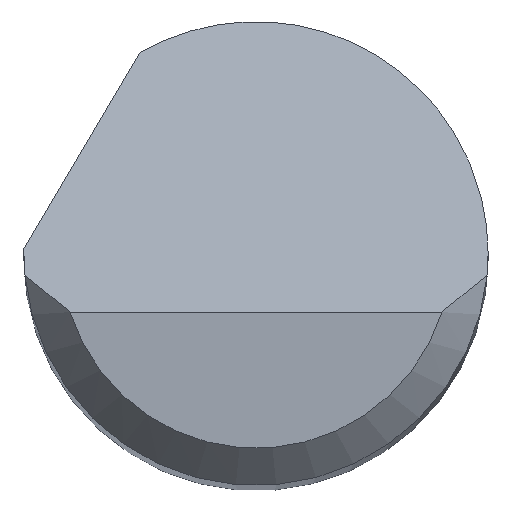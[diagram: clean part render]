
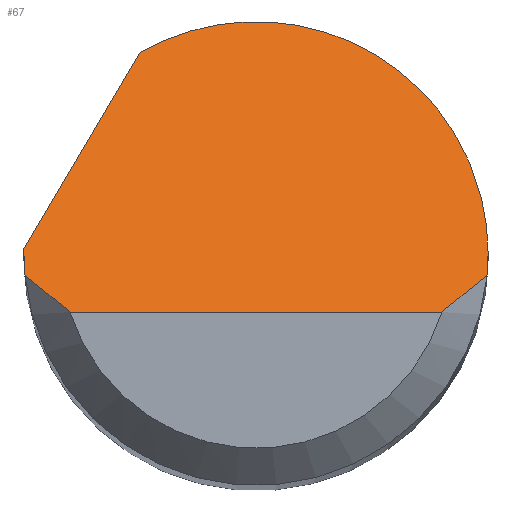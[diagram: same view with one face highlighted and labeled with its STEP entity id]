
A CAD part, top view. The second image highlights one B-rep face of the part: STEP entity #67.
In plain terms, the highlighted planar face has unit normal (0, 0.707, 0.707).
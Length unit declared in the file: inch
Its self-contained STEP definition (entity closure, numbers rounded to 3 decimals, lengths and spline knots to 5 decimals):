
#4 = CARTESIAN_POINT ( 'NONE',  ( -0.09361, -0.00584, 1.48209 ) ) ;
#10 = CARTESIAN_POINT ( 'NONE',  ( -0.07508, -0.02375, 1.5 ) ) ;
#28 =( BOUNDED_CURVE ( )  B_SPLINE_CURVE ( 3, ( #562, #4, #491, #622 ),
 .UNSPECIFIED., .F., .F. ) 
 B_SPLINE_CURVE_WITH_KNOTS ( ( 4, 4 ),
 ( 4.61892, 4.71239 ),
 .UNSPECIFIED. ) 
 CURVE ( )  GEOMETRIC_REPRESENTATION_ITEM ( )  RATIONAL_B_SPLINE_CURVE ( ( 1., 0.999, 0.999, 1. ) ) 
 REPRESENTATION_ITEM ( '' )  );
#58 = B_SPLINE_CURVE_WITH_KNOTS ( 'NONE', 3,
 ( #409, #586, #657, #267 ),
 .UNSPECIFIED., .F., .F.,
 ( 4, 4 ),
 ( 0., 0.00071 ),
 .UNSPECIFIED. ) ;
#61 = VERTEX_POINT ( 'NONE', #645 ) ;
#67 = ADVANCED_FACE ( 'NONE', ( #583 ), #774, .F. ) ;
#72 = CARTESIAN_POINT ( 'NONE',  ( -0.09334, -0.00875, 1.485 ) ) ;
#90 = DIRECTION ( 'NONE',  ( 0.385, 0.653, -0.653 ) ) ;
#94 = DIRECTION ( 'NONE',  ( 0., -0.707, -0.707 ) ) ;
#100 = DIRECTION ( 'NONE',  ( 1., 0., 0. ) ) ;
#116 = CARTESIAN_POINT ( 'NONE',  ( -0.09373, 0.002, 1.47425 ) ) ;
#120 = CARTESIAN_POINT ( 'NONE',  ( 0.09361, -0.00584, 1.48209 ) ) ;
#132 = CARTESIAN_POINT ( 'NONE',  ( -0.09375, 0., 1.47625 ) ) ;
#144 = ORIENTED_EDGE ( 'NONE', *, *, #296, .F. ) ;
#150 = CARTESIAN_POINT ( 'NONE',  ( 0., -0.02375, 1.5 ) ) ;
#177 = VERTEX_POINT ( 'NONE', #10 ) ;
#184 = EDGE_CURVE ( 'NONE', #638, #177, #374, .T. ) ;
#189 = ORIENTED_EDGE ( 'NONE', *, *, #468, .T. ) ;
#196 = ORIENTED_EDGE ( 'NONE', *, *, #208, .F. ) ;
#203 = LINE ( 'NONE', #569, #270 ) ;
#205 = CARTESIAN_POINT ( 'NONE',  ( 0.09334, -0.00875, 1.485 ) ) ;
#208 = EDGE_CURVE ( 'NONE', #638, #555, #28, .T. ) ;
#211 =( BOUNDED_CURVE ( )  B_SPLINE_CURVE ( 3, ( #132, #372, #669, #116 ),
 .UNSPECIFIED., .F., .T. ) 
 B_SPLINE_CURVE_WITH_KNOTS ( ( 4, 4 ),
 ( 4.71239, 4.73372 ),
 .UNSPECIFIED. ) 
 CURVE ( )  GEOMETRIC_REPRESENTATION_ITEM ( )  RATIONAL_B_SPLINE_CURVE ( ( 1., 1., 1., 1. ) ) 
 REPRESENTATION_ITEM ( '' )  );
#219 = CARTESIAN_POINT ( 'NONE',  ( 0.07508, -0.02375, 1.5 ) ) ;
#242 = AXIS2_PLACEMENT_3D ( 'NONE', #474, #94, #417 ) ;
#245 = CARTESIAN_POINT ( 'NONE',  ( -0.08157, -0.019, 1.49525 ) ) ;
#260 =( BOUNDED_CURVE ( )  B_SPLINE_CURVE ( 3, ( #550, #786, #120, #556 ),
 .UNSPECIFIED., .F., .T. ) 
 B_SPLINE_CURVE_WITH_KNOTS ( ( 4, 4 ),
 ( 1.5708, 1.66427 ),
 .UNSPECIFIED. ) 
 CURVE ( )  GEOMETRIC_REPRESENTATION_ITEM ( )  RATIONAL_B_SPLINE_CURVE ( ( 1., 0.999, 0.999, 1. ) ) 
 REPRESENTATION_ITEM ( '' )  );
#267 = CARTESIAN_POINT ( 'NONE',  ( 0.09334, -0.00875, 1.485 ) ) ;
#270 = VECTOR ( 'NONE', #90, 39.37008 ) ;
#283 = LINE ( 'NONE', #150, #300 ) ;
#289 = EDGE_CURVE ( 'NONE', #555, #61, #211, .T. ) ;
#296 = EDGE_CURVE ( 'NONE', #630, #576, #380, .T. ) ;
#297 = ORIENTED_EDGE ( 'NONE', *, *, #759, .F. ) ;
#300 = VECTOR ( 'NONE', #100, 39.37008 ) ;
#309 = ORIENTED_EDGE ( 'NONE', *, *, #416, .F. ) ;
#330 = CARTESIAN_POINT ( 'NONE',  ( -0.0471, 0.08106, 1.39519 ) ) ;
#343 = ORIENTED_EDGE ( 'NONE', *, *, #184, .T. ) ;
#372 = CARTESIAN_POINT ( 'NONE',  ( -0.09375, 0.00067, 1.47558 ) ) ;
#374 = B_SPLINE_CURVE_WITH_KNOTS ( 'NONE', 3,
 ( #72, #554, #245, #432 ),
 .UNSPECIFIED., .F., .F.,
 ( 4, 4 ),
 ( 0., 0.00071 ),
 .UNSPECIFIED. ) ;
#375 = VERTEX_POINT ( 'NONE', #205 ) ;
#380 =( BOUNDED_CURVE ( )  B_SPLINE_CURVE ( 3, ( #625, #551, #610, #787 ),
 .UNSPECIFIED., .F., .T. ) 
 B_SPLINE_CURVE_WITH_KNOTS ( ( 4, 4 ),
 ( 5.75677, 7.85398 ),
 .UNSPECIFIED. ) 
 CURVE ( )  GEOMETRIC_REPRESENTATION_ITEM ( )  RATIONAL_B_SPLINE_CURVE ( ( 1., 0.666, 0.666, 1. ) ) 
 REPRESENTATION_ITEM ( '' )  );
#409 = CARTESIAN_POINT ( 'NONE',  ( 0.07508, -0.02375, 1.5 ) ) ;
#410 = EDGE_LOOP ( 'NONE', ( #189, #729, #297, #144, #309, #481, #196, #343 ) ) ;
#416 = EDGE_CURVE ( 'NONE', #61, #630, #203, .T. ) ;
#417 = DIRECTION ( 'NONE',  ( 0., 0.707, -0.707 ) ) ;
#432 = CARTESIAN_POINT ( 'NONE',  ( -0.07508, -0.02375, 1.5 ) ) ;
#468 = EDGE_CURVE ( 'NONE', #177, #574, #283, .T. ) ;
#474 = CARTESIAN_POINT ( 'NONE',  ( -0.09375, -0.02375, 1.5 ) ) ;
#478 = CARTESIAN_POINT ( 'NONE',  ( -0.09375, 0., 1.47625 ) ) ;
#481 = ORIENTED_EDGE ( 'NONE', *, *, #289, .F. ) ;
#491 = CARTESIAN_POINT ( 'NONE',  ( -0.09375, -0.00292, 1.47917 ) ) ;
#521 = CARTESIAN_POINT ( 'NONE',  ( 0.09375, 0., 1.47625 ) ) ;
#536 = EDGE_CURVE ( 'NONE', #574, #375, #58, .T. ) ;
#550 = CARTESIAN_POINT ( 'NONE',  ( 0.09375, 0., 1.47625 ) ) ;
#551 = CARTESIAN_POINT ( 'NONE',  ( 0.02324, 0.12193, 1.35432 ) ) ;
#554 = CARTESIAN_POINT ( 'NONE',  ( -0.08761, -0.01397, 1.49022 ) ) ;
#555 = VERTEX_POINT ( 'NONE', #478 ) ;
#556 = CARTESIAN_POINT ( 'NONE',  ( 0.09334, -0.00875, 1.485 ) ) ;
#562 = CARTESIAN_POINT ( 'NONE',  ( -0.09334, -0.00875, 1.485 ) ) ;
#569 = CARTESIAN_POINT ( 'NONE',  ( -0.10667, -0.01994, 1.49619 ) ) ;
#574 = VERTEX_POINT ( 'NONE', #219 ) ;
#576 = VERTEX_POINT ( 'NONE', #521 ) ;
#583 = FACE_OUTER_BOUND ( 'NONE', #410, .T. ) ;
#586 = CARTESIAN_POINT ( 'NONE',  ( 0.08157, -0.019, 1.49525 ) ) ;
#610 = CARTESIAN_POINT ( 'NONE',  ( 0.09375, 0.08136, 1.39489 ) ) ;
#622 = CARTESIAN_POINT ( 'NONE',  ( -0.09375, 0., 1.47625 ) ) ;
#625 = CARTESIAN_POINT ( 'NONE',  ( -0.0471, 0.08106, 1.39519 ) ) ;
#630 = VERTEX_POINT ( 'NONE', #330 ) ;
#638 = VERTEX_POINT ( 'NONE', #677 ) ;
#645 = CARTESIAN_POINT ( 'NONE',  ( -0.09373, 0.002, 1.47425 ) ) ;
#657 = CARTESIAN_POINT ( 'NONE',  ( 0.08761, -0.01397, 1.49022 ) ) ;
#669 = CARTESIAN_POINT ( 'NONE',  ( -0.09374, 0.00133, 1.47492 ) ) ;
#677 = CARTESIAN_POINT ( 'NONE',  ( -0.09334, -0.00875, 1.485 ) ) ;
#729 = ORIENTED_EDGE ( 'NONE', *, *, #536, .T. ) ;
#759 = EDGE_CURVE ( 'NONE', #576, #375, #260, .T. ) ;
#774 = PLANE ( 'NONE',  #242 ) ;
#786 = CARTESIAN_POINT ( 'NONE',  ( 0.09375, -0.00292, 1.47917 ) ) ;
#787 = CARTESIAN_POINT ( 'NONE',  ( 0.09375, 0., 1.47625 ) ) ;
